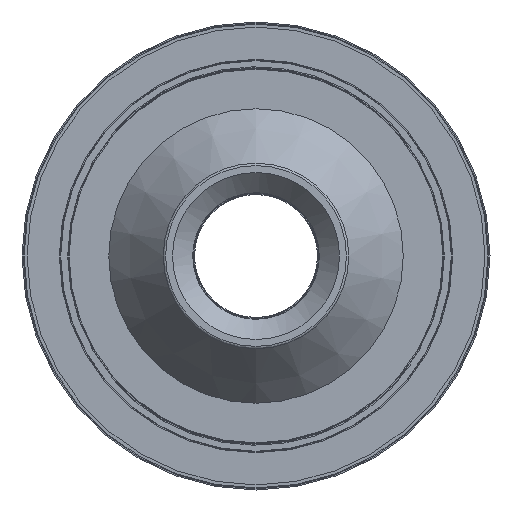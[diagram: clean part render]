
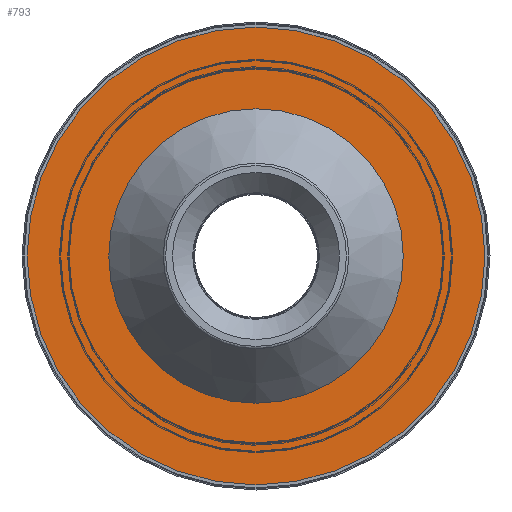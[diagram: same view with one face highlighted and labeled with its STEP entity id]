
A CAD part, front view. The second image highlights one B-rep face of the part: STEP entity #793.
In plain terms, the highlighted planar face has unit normal (0, -1, 0).
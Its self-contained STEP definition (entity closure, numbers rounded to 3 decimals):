
#793=ADVANCED_FACE('',(#1347,#1348),#1349,.F.);
#1347=FACE_BOUND('',#1785,.T.);
#1348=FACE_OUTER_BOUND('',#1786,.T.);
#1349=PLANE('',#1787);
#1785=EDGE_LOOP('',(#2443));
#1786=EDGE_LOOP('',(#2444));
#1787=AXIS2_PLACEMENT_3D('',#2445,#2446,#2447);
#2443=ORIENTED_EDGE('',*,*,#2714,.T.);
#2444=ORIENTED_EDGE('',*,*,#2715,.F.);
#2445=CARTESIAN_POINT('',(0.0,449.5,0.0));
#2446=DIRECTION('',(0.0,1.0,0.0));
#2447=DIRECTION('',(-1.0,0.0,0.0));
#2714=EDGE_CURVE('',#3066,#3066,#3067,.T.);
#2715=EDGE_CURVE('',#3068,#3068,#3069,.T.);
#3066=VERTEX_POINT('',#3852);
#3067=CIRCLE('',#3853,317.5);
#3068=VERTEX_POINT('',#3854);
#3069=CIRCLE('',#3855,493.5);
#3852=CARTESIAN_POINT('',(0.0,449.5,317.5));
#3853=AXIS2_PLACEMENT_3D('',#4185,#4186,#4187);
#3854=CARTESIAN_POINT('',(0.0,449.5,493.5));
#3855=AXIS2_PLACEMENT_3D('',#4188,#4189,#4190);
#4185=CARTESIAN_POINT('',(0.0,449.5,0.0));
#4186=DIRECTION('',(0.0,1.0,0.0));
#4187=DIRECTION('',(0.0,0.0,1.0));
#4188=CARTESIAN_POINT('',(0.0,449.5,0.0));
#4189=DIRECTION('',(0.0,1.0,0.0));
#4190=DIRECTION('',(0.0,0.0,1.0));
